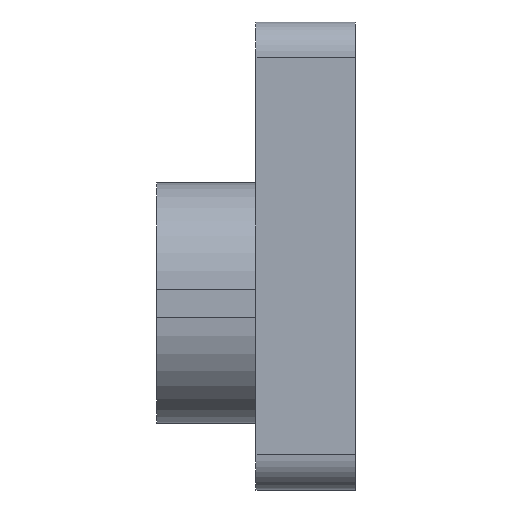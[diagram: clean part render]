
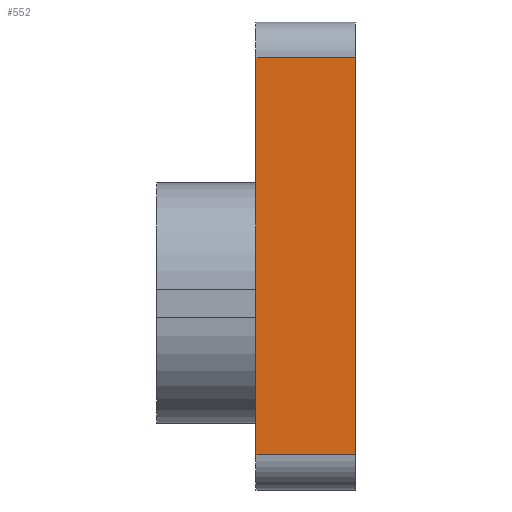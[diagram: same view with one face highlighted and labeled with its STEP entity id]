
A CAD part, left-side view. The second image highlights one B-rep face of the part: STEP entity #552.
In plain terms, the highlighted planar face has unit normal (-1, 0, 0).
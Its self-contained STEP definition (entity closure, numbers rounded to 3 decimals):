
#108 = PLANE ( 'NONE',  #3161 ) ;
#111 = CARTESIAN_POINT ( 'NONE',  ( -66.499, 13., -5.01 ) ) ;
#127 = DIRECTION ( 'NONE',  ( 0., 0., -1. ) ) ;
#270 = VECTOR ( 'NONE', #2910, 1000. ) ;
#357 = FACE_OUTER_BOUND ( 'NONE', #3307, .T. ) ;
#434 = ORIENTED_EDGE ( 'NONE', *, *, #987, .F. ) ;
#482 = VERTEX_POINT ( 'NONE', #3073 ) ;
#552 = ADVANCED_FACE ( 'NONE', ( #357 ), #108, .F. ) ;
#639 = DIRECTION ( 'NONE',  ( 1., 0., 0. ) ) ;
#691 = DIRECTION ( 'NONE',  ( 0., 0., 1. ) ) ;
#755 = LINE ( 'NONE', #2369, #270 ) ;
#772 = EDGE_CURVE ( 'NONE', #3022, #482, #1714, .T. ) ;
#860 = ORIENTED_EDGE ( 'NONE', *, *, #879, .F. ) ;
#879 = EDGE_CURVE ( 'NONE', #482, #1397, #1920, .T. ) ;
#908 = CARTESIAN_POINT ( 'NONE',  ( -66.499, 13., -5.01 ) ) ;
#987 = EDGE_CURVE ( 'NONE', #1371, #3022, #2539, .T. ) ;
#1182 = VECTOR ( 'NONE', #3007, 1000. ) ;
#1371 = VERTEX_POINT ( 'NONE', #1479 ) ;
#1397 = VERTEX_POINT ( 'NONE', #3101 ) ;
#1433 = CARTESIAN_POINT ( 'NONE',  ( -66.499, 13., -5.01 ) ) ;
#1479 = CARTESIAN_POINT ( 'NONE',  ( -66.499, 13., -61.01 ) ) ;
#1714 = LINE ( 'NONE', #1433, #2828 ) ;
#1740 = ORIENTED_EDGE ( 'NONE', *, *, #1885, .T. ) ;
#1848 = ORIENTED_EDGE ( 'NONE', *, *, #772, .F. ) ;
#1885 = EDGE_CURVE ( 'NONE', #1371, #1397, #755, .T. ) ;
#1920 = LINE ( 'NONE', #1957, #1182 ) ;
#1957 = CARTESIAN_POINT ( 'NONE',  ( -66.499, -1., -61.01 ) ) ;
#2115 = CARTESIAN_POINT ( 'NONE',  ( -66.499, 13., -5.01 ) ) ;
#2369 = CARTESIAN_POINT ( 'NONE',  ( -66.499, 13., -61.01 ) ) ;
#2489 = DIRECTION ( 'NONE',  ( 0., -1., 0. ) ) ;
#2539 = LINE ( 'NONE', #111, #3223 ) ;
#2828 = VECTOR ( 'NONE', #2489, 1000. ) ;
#2910 = DIRECTION ( 'NONE',  ( 0., -1., 0. ) ) ;
#3007 = DIRECTION ( 'NONE',  ( 0., 0., -1. ) ) ;
#3022 = VERTEX_POINT ( 'NONE', #2115 ) ;
#3073 = CARTESIAN_POINT ( 'NONE',  ( -66.499, -1., -5.01 ) ) ;
#3101 = CARTESIAN_POINT ( 'NONE',  ( -66.499, -1., -61.01 ) ) ;
#3161 = AXIS2_PLACEMENT_3D ( 'NONE', #908, #639, #127 ) ;
#3223 = VECTOR ( 'NONE', #691, 1000. ) ;
#3307 = EDGE_LOOP ( 'NONE', ( #1740, #860, #1848, #434 ) ) ;
